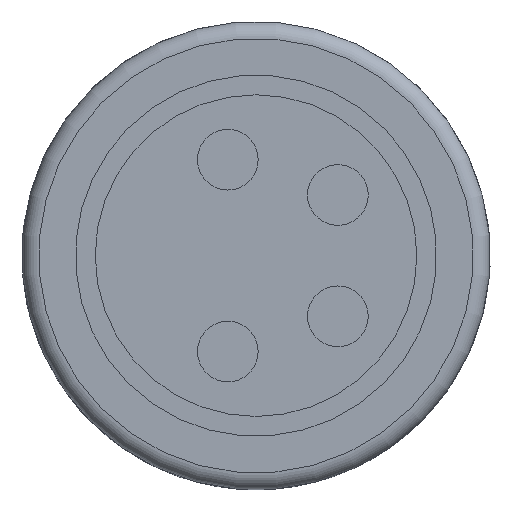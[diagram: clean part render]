
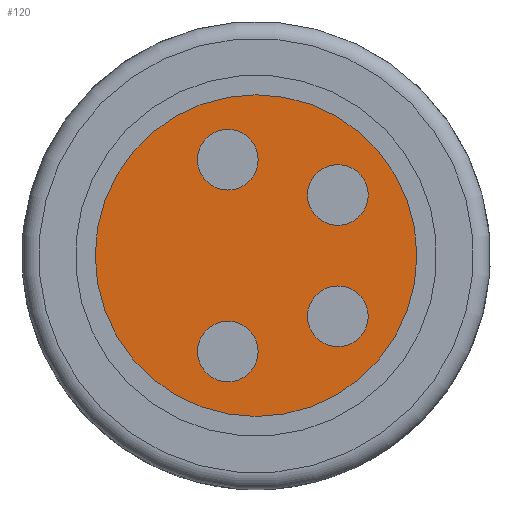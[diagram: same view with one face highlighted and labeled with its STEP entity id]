
A CAD part, front view. The second image highlights one B-rep face of the part: STEP entity #120.
In plain terms, the highlighted planar face has unit normal (0, -1, 0).
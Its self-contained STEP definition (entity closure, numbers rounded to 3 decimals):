
#70=PLANE('',#686);
#120=ADVANCED_FACE('F10',(#229,#230,#231,#232,#233),#70,.T.);
#229=FACE_BOUND('',#329,.T.);
#230=FACE_BOUND('',#330,.T.);
#231=FACE_BOUND('',#331,.T.);
#232=FACE_BOUND('',#332,.T.);
#233=FACE_BOUND('',#333,.T.);
#329=EDGE_LOOP('',(#429));
#330=EDGE_LOOP('',(#430));
#331=EDGE_LOOP('',(#431));
#332=EDGE_LOOP('',(#432));
#333=EDGE_LOOP('',(#433));
#429=ORIENTED_EDGE('',*,*,#535,.T.);
#430=ORIENTED_EDGE('',*,*,#534,.T.);
#431=ORIENTED_EDGE('',*,*,#533,.T.);
#432=ORIENTED_EDGE('',*,*,#532,.T.);
#433=ORIENTED_EDGE('',*,*,#531,.T.);
#481=VERTEX_POINT('',#1029);
#482=VERTEX_POINT('',#1032);
#483=VERTEX_POINT('',#1035);
#484=VERTEX_POINT('',#1038);
#485=VERTEX_POINT('',#1041);
#531=EDGE_CURVE('E9',#481,#481,#581,.T.);
#532=EDGE_CURVE('E11',#482,#482,#582,.T.);
#533=EDGE_CURVE('E13',#483,#483,#583,.T.);
#534=EDGE_CURVE('E15',#484,#484,#584,.T.);
#535=EDGE_CURVE('E3',#485,#485,#585,.T.);
#581=CIRCLE('',#677,0.538);
#582=CIRCLE('',#679,0.538);
#583=CIRCLE('',#681,0.538);
#584=CIRCLE('',#683,0.538);
#585=CIRCLE('',#685,2.85);
#677=AXIS2_PLACEMENT_3D('',#1028,#870,#871);
#679=AXIS2_PLACEMENT_3D('',#1031,#874,#875);
#681=AXIS2_PLACEMENT_3D('',#1034,#878,#879);
#683=AXIS2_PLACEMENT_3D('',#1037,#882,#883);
#685=AXIS2_PLACEMENT_3D('',#1040,#886,#887);
#686=AXIS2_PLACEMENT_3D('',#1042,#888,#889);
#870=DIRECTION('',(0.,1.,0.));
#871=DIRECTION('',(0.,0.,-1.));
#874=DIRECTION('',(0.,1.,0.));
#875=DIRECTION('',(0.,0.,-1.));
#878=DIRECTION('',(0.,1.,0.));
#879=DIRECTION('',(0.,0.,-1.));
#882=DIRECTION('',(0.,1.,0.));
#883=DIRECTION('',(0.,0.,-1.));
#886=DIRECTION('',(0.,-1.,0.));
#887=DIRECTION('',(0.,0.,-1.));
#888=DIRECTION('',(0.,-1.,0.));
#889=DIRECTION('',(0.,0.,-1.));
#1028=CARTESIAN_POINT('',(51.45,50.,1.075));
#1029=CARTESIAN_POINT('',(51.45,50.,0.537));
#1031=CARTESIAN_POINT('',(49.5,50.,1.7));
#1032=CARTESIAN_POINT('',(49.5,50.,1.162));
#1034=CARTESIAN_POINT('',(51.45,50.,-1.075));
#1035=CARTESIAN_POINT('',(51.45,50.,-1.612));
#1037=CARTESIAN_POINT('',(49.5,50.,-1.7));
#1038=CARTESIAN_POINT('',(49.5,50.,-2.237));
#1040=CARTESIAN_POINT('',(50.,50.,0.));
#1041=CARTESIAN_POINT('',(50.,50.,-2.85));
#1042=CARTESIAN_POINT('',(53.135,50.,-3.135));
